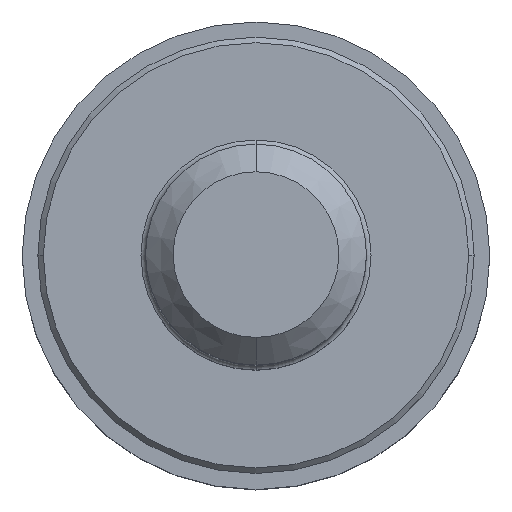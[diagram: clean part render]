
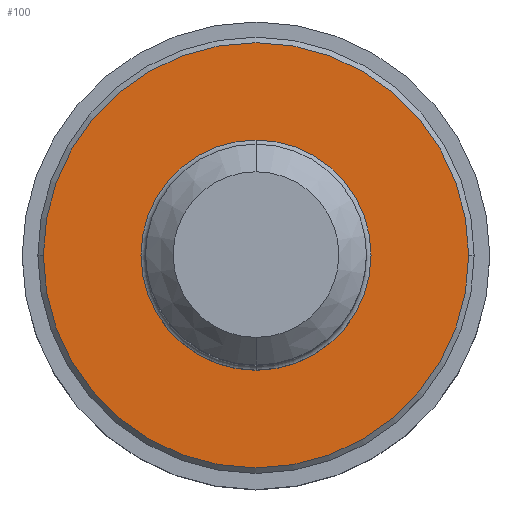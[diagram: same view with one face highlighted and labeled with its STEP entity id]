
A CAD part, top view. The second image highlights one B-rep face of the part: STEP entity #100.
In plain terms, the highlighted planar face has unit normal (0, 0, 1).
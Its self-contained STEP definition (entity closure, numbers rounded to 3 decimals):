
#34=FACE_BOUND('',#177,.T.);
#35=FACE_BOUND('',#178,.T.);
#64=PLANE('',#733);
#100=ADVANCED_FACE('',(#34,#35),#64,.T.);
#177=EDGE_LOOP('',(#274,#275));
#178=EDGE_LOOP('',(#276,#277));
#274=ORIENTED_EDGE('',*,*,#422,.F.);
#275=ORIENTED_EDGE('',*,*,#424,.F.);
#276=ORIENTED_EDGE('',*,*,#425,.F.);
#277=ORIENTED_EDGE('',*,*,#426,.F.);
#365=VERTEX_POINT('',#1303);
#366=VERTEX_POINT('',#1305);
#367=VERTEX_POINT('',#1311);
#368=VERTEX_POINT('',#1312);
#422=EDGE_CURVE('',#365,#366,#492,.T.);
#424=EDGE_CURVE('',#366,#365,#493,.T.);
#425=EDGE_CURVE('',#367,#368,#494,.T.);
#426=EDGE_CURVE('',#368,#367,#495,.T.);
#492=CIRCLE('',#727,11.55);
#493=CIRCLE('',#729,11.55);
#494=CIRCLE('',#731,6.15);
#495=CIRCLE('',#732,6.15);
#727=AXIS2_PLACEMENT_3D('',#1304,#891,#892);
#729=AXIS2_PLACEMENT_3D('',#1308,#896,#897);
#731=AXIS2_PLACEMENT_3D('',#1310,#900,#901);
#732=AXIS2_PLACEMENT_3D('',#1313,#902,#903);
#733=AXIS2_PLACEMENT_3D('',#1314,#904,#905);
#891=DIRECTION('',(0.,0.,-1.));
#892=DIRECTION('',(1.,0.,0.));
#896=DIRECTION('',(0.,0.,-1.));
#897=DIRECTION('',(-1.,0.,0.));
#900=DIRECTION('',(0.,0.,1.));
#901=DIRECTION('',(0.,1.,0.));
#902=DIRECTION('',(0.,0.,1.));
#903=DIRECTION('',(0.,-1.,0.));
#904=DIRECTION('',(0.,0.,1.));
#905=DIRECTION('',(0.,-1.,0.));
#1303=CARTESIAN_POINT('',(11.55,0.,0.));
#1304=CARTESIAN_POINT('',(0.,0.,0.));
#1305=CARTESIAN_POINT('',(-11.55,0.,0.));
#1308=CARTESIAN_POINT('',(0.,0.,0.));
#1310=CARTESIAN_POINT('',(0.,0.,0.));
#1311=CARTESIAN_POINT('',(0.,6.15,0.));
#1312=CARTESIAN_POINT('',(0.,-6.15,0.));
#1313=CARTESIAN_POINT('',(0.,0.,0.));
#1314=CARTESIAN_POINT('',(0.,0.,0.));
